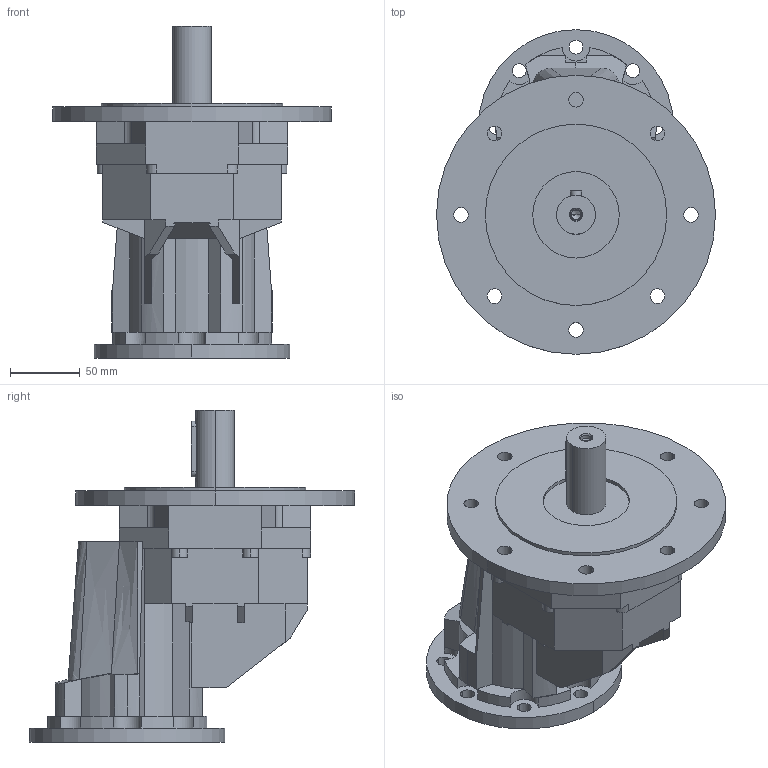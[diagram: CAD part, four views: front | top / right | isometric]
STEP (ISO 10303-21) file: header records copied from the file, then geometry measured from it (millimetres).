
FILE_DESCRIPTION (( 'STEP AP203' ), '1' );
FILE_NAME ('PM-100 90B14.STEP', '2022-06-22T09:23:50', ( '' ), ( '' ), 'SwSTEP 2.0', 'SolidWorks 2015', '' );
FILE_SCHEMA (( 'CONFIG_CONTROL_DESIGN' ));
Length unit declared in the file: millimetre
Products named in the file (2): PM-100 90B14
Bounding box: 200 x 233 x 238 mm (x, y, z)
Volume: 2373586 mm3; surface area: 198062.2 mm2
Topology: 1 solids, 5 shells, 270 faces, 697 edges, 449 vertices
Faces by surface type: plane 140, cylinder 118, bspline 8, cone 4
Entity records: 8725 total; most frequent: CARTESIAN_POINT 1788, DIRECTION 1457, ORIENTED_EDGE 1390, EDGE_CURVE 695, AXIS2_PLACEMENT_3D 526, VERTEX_POINT 449, VECTOR 405, LINE 405
